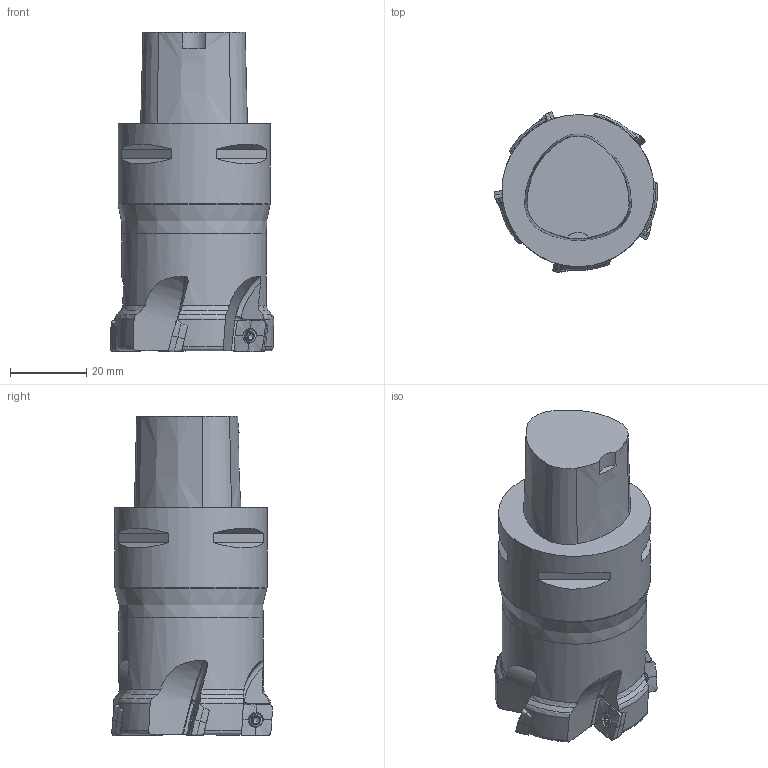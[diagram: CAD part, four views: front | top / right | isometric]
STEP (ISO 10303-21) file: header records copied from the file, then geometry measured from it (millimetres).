
FILE_DESCRIPTION(/* description */ (''),/* implementation_level */ '2;1');
FILE_NAME(/* name */ 'toolassembly_1.stp',/* time_stamp */ '2018-06-25T14:17:09+02:00',/* author */ (''),/* organization */ ('SMS'),/* preprocessor_version */ 'ST-DEVELOPER v15',/* originating_system */ 'SIEMENS PLM Software NX 8.5',/* authorisation */ '');
FILE_SCHEMA (('AUTOMOTIVE_DESIGN { 1 0 10303 214 3 1 1 1 }'));
Length unit declared in the file: millimetre
Products named in the file (4): ASSEMBLY_CONSTRUCTION; CUT_20180625141639; NOCUT_20180625141635; TOOLASSEMBLY_1
Assembly tree (7 placements, depth 2):
  TOOLASSEMBLY_1
    NOCUT_20180625141635
    CUT_20180625141639  x5
    ASSEMBLY_CONSTRUCTION
Bounding box: 42.91 x 42.24 x 84 mm (x, y, z)
Volume: 82166.5 mm3; surface area: 13807.7 mm2
Topology: 6 solids, 6 shells, 446 faces, 1248 edges, 832 vertices
Faces by surface type: plane 171, bspline 70, cone 63, extrusion 60, torus 43, cylinder 28, sphere 10, revolution 1
Full cylindrical faces by diameter (mm): 2.5 x5, 2.8 x5, 3.45 x5, 38 x1, 40 x1
Entity records: 25294 total; most frequent: CARTESIAN_POINT 16581, ORIENTED_EDGE 1820, DIRECTION 1664, EDGE_CURVE 910, AXIS2_PLACEMENT_3D 683, VERTEX_POINT 608, EDGE_LOOP 415, ADVANCED_FACE 362
